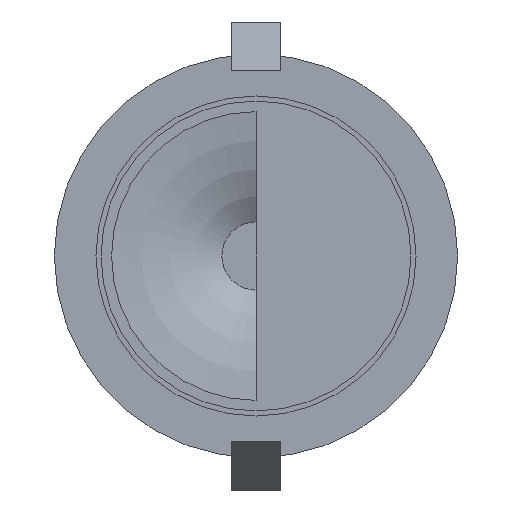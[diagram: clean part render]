
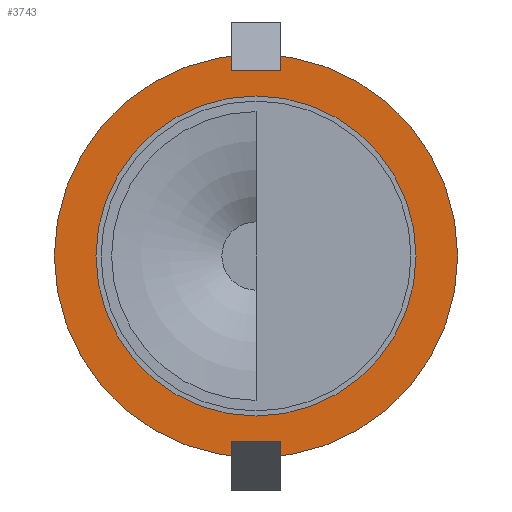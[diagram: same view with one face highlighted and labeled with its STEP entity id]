
A CAD part, front view. The second image highlights one B-rep face of the part: STEP entity #3743.
In plain terms, the highlighted planar face has unit normal (0, -1, 0).
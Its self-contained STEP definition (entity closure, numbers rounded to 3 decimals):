
#96 = CIRCLE ( 'NONE', #1718, 45.636 ) ;
#587 = CARTESIAN_POINT ( 'NONE',  ( 0., 0., -2.556 ) ) ;
#641 = VERTEX_POINT ( 'NONE', #5535 ) ;
#693 = CARTESIAN_POINT ( 'NONE',  ( 0., 0., -2.556 ) ) ;
#946 = CARTESIAN_POINT ( 'NONE',  ( 0., 0., -2.556 ) ) ;
#1107 = CARTESIAN_POINT ( 'NONE',  ( 0., 0., -48.192 ) ) ;
#1171 = DIRECTION ( 'NONE',  ( 0., 0., -1. ) ) ;
#1290 = CIRCLE ( 'NONE', #7239, 57.5 ) ;
#1537 = DIRECTION ( 'NONE',  ( 0., 0., -1. ) ) ;
#1718 = AXIS2_PLACEMENT_3D ( 'NONE', #946, #5041, #1537 ) ;
#1864 = CARTESIAN_POINT ( 'NONE',  ( 0., 0., -2.556 ) ) ;
#1877 = DIRECTION ( 'NONE',  ( 0., 1., 0. ) ) ;
#1996 = AXIS2_PLACEMENT_3D ( 'NONE', #693, #1877, #5891 ) ;
#2405 = CARTESIAN_POINT ( 'NONE',  ( 0., 0., -60.056 ) ) ;
#2451 = DIRECTION ( 'NONE',  ( 0., 0., 1. ) ) ;
#2479 = ORIENTED_EDGE ( 'NONE', *, *, #6244, .F. ) ;
#2647 = VERTEX_POINT ( 'NONE', #1107 ) ;
#2731 = CARTESIAN_POINT ( 'NONE',  ( 0., 0., -2.556 ) ) ;
#2767 = CIRCLE ( 'NONE', #6226, 45.636 ) ;
#2872 = ORIENTED_EDGE ( 'NONE', *, *, #4345, .F. ) ;
#2894 = AXIS2_PLACEMENT_3D ( 'NONE', #1864, #5878, #2451 ) ;
#3106 = ORIENTED_EDGE ( 'NONE', *, *, #6471, .F. ) ;
#3203 = CIRCLE ( 'NONE', #2894, 57.5 ) ;
#3323 = DIRECTION ( 'NONE',  ( 0., 0., 1. ) ) ;
#3551 = EDGE_CURVE ( 'NONE', #641, #5541, #1290, .T. ) ;
#3743 = ADVANCED_FACE ( 'NONE', ( #4516, #7090 ), #6432, .F. ) ;
#3911 = ORIENTED_EDGE ( 'NONE', *, *, #3551, .F. ) ;
#3980 = VERTEX_POINT ( 'NONE', #7170 ) ;
#4345 = EDGE_CURVE ( 'NONE', #5541, #641, #3203, .T. ) ;
#4516 = FACE_BOUND ( 'NONE', #5660, .T. ) ;
#4697 = DIRECTION ( 'NONE',  ( 0., -1., 0. ) ) ;
#5041 = DIRECTION ( 'NONE',  ( 0., -1., 0. ) ) ;
#5535 = CARTESIAN_POINT ( 'NONE',  ( 0., 0., 54.944 ) ) ;
#5541 = VERTEX_POINT ( 'NONE', #2405 ) ;
#5660 = EDGE_LOOP ( 'NONE', ( #3106, #2479 ) ) ;
#5878 = DIRECTION ( 'NONE',  ( 0., 1., 0. ) ) ;
#5891 = DIRECTION ( 'NONE',  ( 0., 0., 1. ) ) ;
#6226 = AXIS2_PLACEMENT_3D ( 'NONE', #587, #4697, #1171 ) ;
#6244 = EDGE_CURVE ( 'NONE', #3980, #2647, #96, .T. ) ;
#6432 = PLANE ( 'NONE',  #1996 ) ;
#6471 = EDGE_CURVE ( 'NONE', #2647, #3980, #2767, .T. ) ;
#6708 = DIRECTION ( 'NONE',  ( 0., 1., 0. ) ) ;
#6899 = EDGE_LOOP ( 'NONE', ( #2872, #3911 ) ) ;
#7090 = FACE_OUTER_BOUND ( 'NONE', #6899, .T. ) ;
#7170 = CARTESIAN_POINT ( 'NONE',  ( 0., 0., 43.08 ) ) ;
#7239 = AXIS2_PLACEMENT_3D ( 'NONE', #2731, #6708, #3323 ) ;
